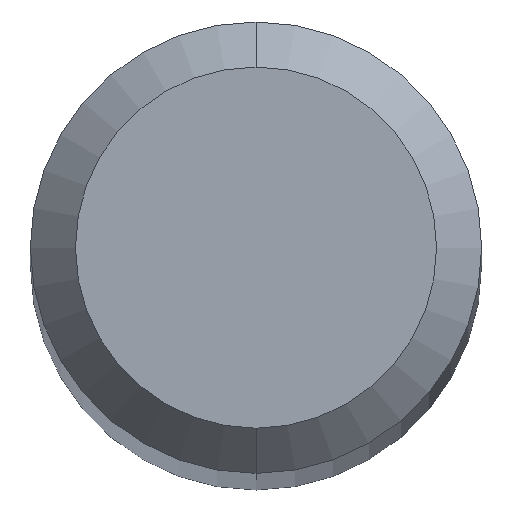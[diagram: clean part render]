
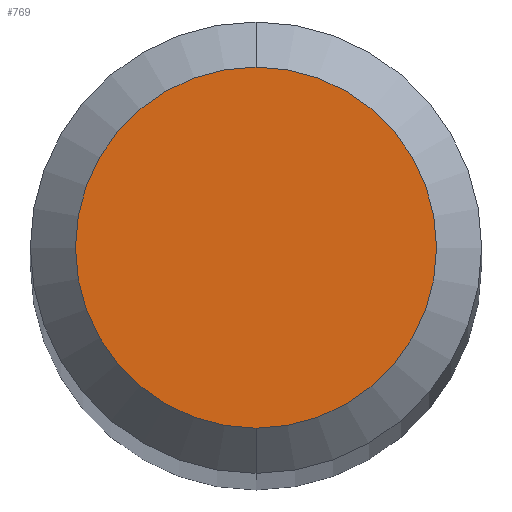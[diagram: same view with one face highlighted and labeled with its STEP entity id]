
A CAD part, top view. The second image highlights one B-rep face of the part: STEP entity #769.
In plain terms, the highlighted planar face has unit normal (0, 0, 1).
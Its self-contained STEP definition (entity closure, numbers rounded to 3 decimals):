
#439=VERTEX_POINT('',#1156);
#515=EDGE_CURVE('',#439,#763,#1239,.T.);
#655=EDGE_CURVE('',#763,#439,#1387,.T.);
#763=VERTEX_POINT('',#1504);
#769=ADVANCED_FACE('',(#1511),#1512,.T.);
#1156=CARTESIAN_POINT('',(0.,-1.2,0.0));
#1239=CIRCLE('',#2550,1.2);
#1387=CIRCLE('',#3582,1.2);
#1504=CARTESIAN_POINT('',(0.0,1.2,0.0));
#1511=FACE_OUTER_BOUND('',#3973,.T.);
#1512=PLANE('',#3974);
#2550=AXIS2_PLACEMENT_3D('',#6198,#6199,#6200);
#3582=AXIS2_PLACEMENT_3D('',#6300,#6301,#6302);
#3973=EDGE_LOOP('',(#6424,#6425));
#3974=AXIS2_PLACEMENT_3D('',#6426,#6427,#6428);
#6198=CARTESIAN_POINT('',(0.0,0.0,0.0));
#6199=DIRECTION('',(0.0,0.0,-1.0));
#6200=DIRECTION('',(0.0,1.0,0.0));
#6300=CARTESIAN_POINT('',(0.0,0.0,0.0));
#6301=DIRECTION('',(0.0,0.0,-1.0));
#6302=DIRECTION('',(0.0,1.0,0.0));
#6424=ORIENTED_EDGE('',*,*,#655,.F.);
#6425=ORIENTED_EDGE('',*,*,#515,.F.);
#6426=CARTESIAN_POINT('',(0.0,0.6,0.0));
#6427=DIRECTION('',(-0.0,0.0,1.0));
#6428=DIRECTION('',(0.0,-1.0,0.0));
